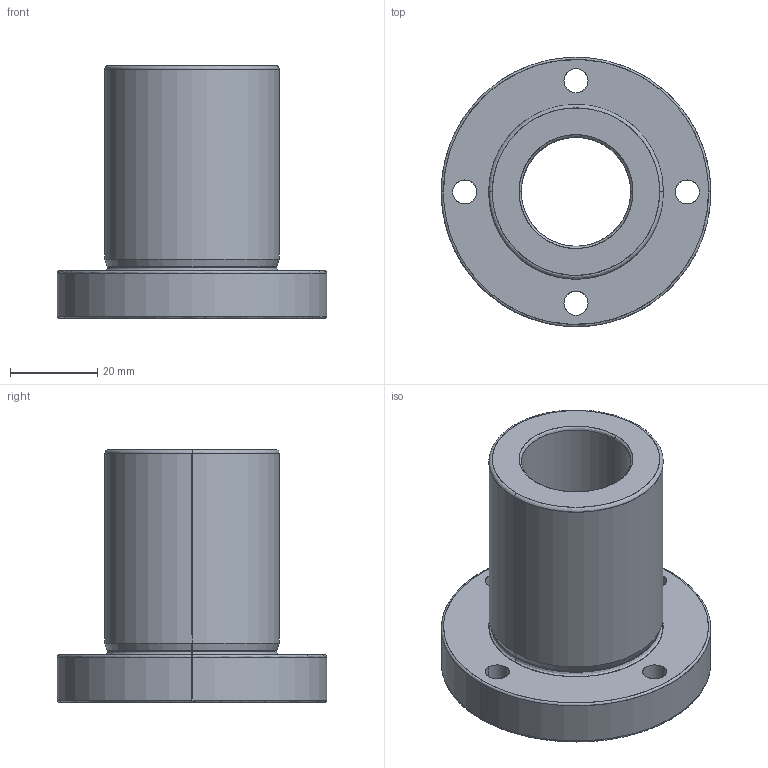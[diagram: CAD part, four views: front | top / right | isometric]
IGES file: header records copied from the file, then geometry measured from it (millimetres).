
Start section: SolidWorks IGES file using analytic representation for surfaces
Global section: file name: FlangeBearing_E1B82BFB66.igs; native system: SolidWorks 2019; preprocessor: SolidWorks 2019; author: PCM_PROD1; date: 211022.062440; units: inch
Bounding box: 61.75 x 61.75 x 57.85 mm (x, y, z)
Surface area: 27702.2 mm2 (no closed solid volume)
Topology: 0 solids, 0 shells, 51 faces, 1008 edges, 1008 vertices
Faces by surface type: revolution 30, bspline 21
